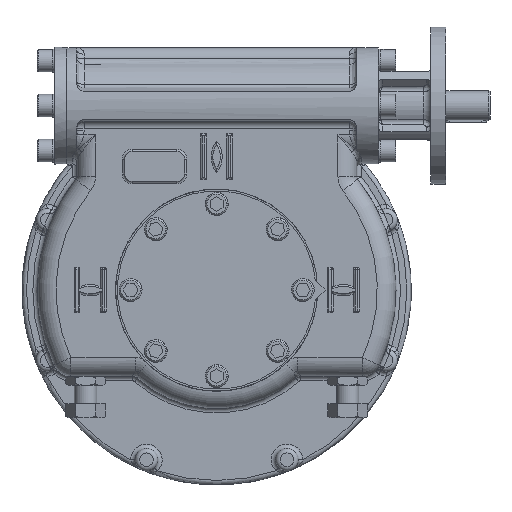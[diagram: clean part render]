
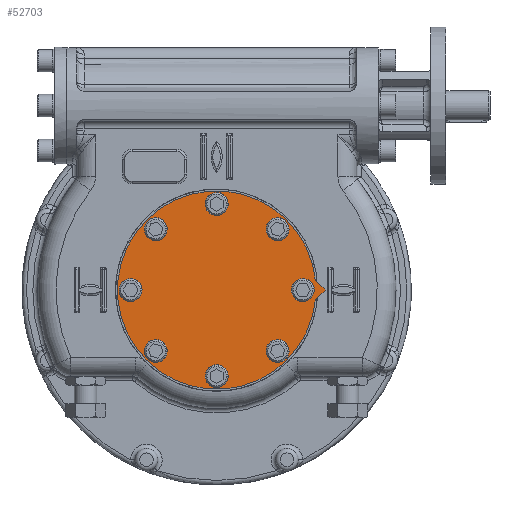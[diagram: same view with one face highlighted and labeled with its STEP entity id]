
A CAD part, top view. The second image highlights one B-rep face of the part: STEP entity #52703.
In plain terms, the highlighted planar face has unit normal (0, 0, 1).
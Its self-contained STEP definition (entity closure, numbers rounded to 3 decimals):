
#2612=CIRCLE('',#56179,132.5);
#2615=CIRCLE('',#56211,15.35);
#2616=CIRCLE('',#56212,15.35);
#2617=CIRCLE('',#56213,15.35);
#2618=CIRCLE('',#56214,15.35);
#2619=CIRCLE('',#56215,15.35);
#2620=CIRCLE('',#56216,15.35);
#2621=CIRCLE('',#56217,15.35);
#2622=CIRCLE('',#56218,15.35);
#5038=ORIENTED_EDGE('',*,*,#19990,.F.);
#5039=ORIENTED_EDGE('',*,*,#19991,.F.);
#5040=ORIENTED_EDGE('',*,*,#19992,.F.);
#5041=ORIENTED_EDGE('',*,*,#19993,.F.);
#5042=ORIENTED_EDGE('',*,*,#19994,.F.);
#5043=ORIENTED_EDGE('',*,*,#19995,.F.);
#5044=ORIENTED_EDGE('',*,*,#19996,.F.);
#5045=ORIENTED_EDGE('',*,*,#19997,.F.);
#5046=ORIENTED_EDGE('',*,*,#19935,.F.);
#5047=ORIENTED_EDGE('',*,*,#19939,.F.);
#5048=ORIENTED_EDGE('',*,*,#19937,.F.);
#19935=EDGE_CURVE('',#27493,#27494,#2612,.T.);
#19937=EDGE_CURVE('',#27494,#27495,#32282,.T.);
#19939=EDGE_CURVE('',#27495,#27493,#32284,.T.);
#19990=EDGE_CURVE('',#27522,#27522,#2615,.T.);
#19991=EDGE_CURVE('',#27523,#27523,#2616,.T.);
#19992=EDGE_CURVE('',#27524,#27524,#2617,.T.);
#19993=EDGE_CURVE('',#27525,#27525,#2618,.T.);
#19994=EDGE_CURVE('',#27526,#27526,#2619,.T.);
#19995=EDGE_CURVE('',#27527,#27527,#2620,.T.);
#19996=EDGE_CURVE('',#27528,#27528,#2621,.T.);
#19997=EDGE_CURVE('',#27529,#27529,#2622,.T.);
#27493=VERTEX_POINT('',#78470);
#27494=VERTEX_POINT('',#78472);
#27495=VERTEX_POINT('',#78476);
#27522=VERTEX_POINT('',#78584);
#27523=VERTEX_POINT('',#78586);
#27524=VERTEX_POINT('',#78588);
#27525=VERTEX_POINT('',#78590);
#27526=VERTEX_POINT('',#78592);
#27527=VERTEX_POINT('',#78594);
#27528=VERTEX_POINT('',#78596);
#27529=VERTEX_POINT('',#78598);
#32282=LINE('',#78475,#37793);
#32284=LINE('',#78479,#37795);
#37793=VECTOR('',#61242,1000.);
#37795=VECTOR('',#61246,1000.);
#43557=EDGE_LOOP('',(#5038));
#43558=EDGE_LOOP('',(#5039));
#43559=EDGE_LOOP('',(#5040));
#43560=EDGE_LOOP('',(#5041));
#43561=EDGE_LOOP('',(#5042));
#43562=EDGE_LOOP('',(#5043));
#43563=EDGE_LOOP('',(#5044));
#43564=EDGE_LOOP('',(#5045));
#43565=EDGE_LOOP('',(#5046,#5047,#5048));
#46924=FACE_BOUND('',#43557,.T.);
#46925=FACE_BOUND('',#43558,.T.);
#46926=FACE_BOUND('',#43559,.T.);
#46927=FACE_BOUND('',#43560,.T.);
#46928=FACE_BOUND('',#43561,.T.);
#46929=FACE_BOUND('',#43562,.T.);
#46930=FACE_BOUND('',#43563,.T.);
#46931=FACE_BOUND('',#43564,.T.);
#46932=FACE_BOUND('',#43565,.T.);
#49905=PLANE('',#56210);
#52703=ADVANCED_FACE('',(#46924,#46925,#46926,#46927,#46928,#46929,#46930,
#46931,#46932),#49905,.F.);
#56179=AXIS2_PLACEMENT_3D('',#78471,#61237,#61238);
#56210=AXIS2_PLACEMENT_3D('',#78582,#61351,#61352);
#56211=AXIS2_PLACEMENT_3D('',#78583,#61353,#61354);
#56212=AXIS2_PLACEMENT_3D('',#78585,#61355,#61356);
#56213=AXIS2_PLACEMENT_3D('',#78587,#61357,#61358);
#56214=AXIS2_PLACEMENT_3D('',#78589,#61359,#61360);
#56215=AXIS2_PLACEMENT_3D('',#78591,#61361,#61362);
#56216=AXIS2_PLACEMENT_3D('',#78593,#61363,#61364);
#56217=AXIS2_PLACEMENT_3D('',#78595,#61365,#61366);
#56218=AXIS2_PLACEMENT_3D('',#78597,#61367,#61368);
#61237=DIRECTION('',(0.,0.,-1.));
#61238=DIRECTION('',(1.,0.,0.));
#61242=DIRECTION('',(0.707,-0.707,0.));
#61246=DIRECTION('',(-0.707,-0.707,0.));
#61351=DIRECTION('',(0.,0.,-1.));
#61352=DIRECTION('',(-1.,0.,0.));
#61353=DIRECTION('',(0.,0.,1.));
#61354=DIRECTION('',(-0.383,0.924,0.));
#61355=DIRECTION('',(0.,0.,1.));
#61356=DIRECTION('',(0.924,0.383,0.));
#61357=DIRECTION('',(0.,0.,1.));
#61358=DIRECTION('',(0.924,-0.382,0.));
#61359=DIRECTION('',(0.,0.,1.));
#61360=DIRECTION('',(0.382,0.924,0.));
#61361=DIRECTION('',(0.,0.,1.));
#61362=DIRECTION('',(-0.924,-0.383,0.));
#61363=DIRECTION('',(0.,0.,1.));
#61364=DIRECTION('',(-0.924,0.382,0.));
#61365=DIRECTION('',(0.,0.,1.));
#61366=DIRECTION('',(0.383,-0.924,0.));
#61367=DIRECTION('',(0.,0.,1.));
#61368=DIRECTION('',(-0.382,-0.924,0.));
#78470=CARTESIAN_POINT('',(131.845,-13.155,132.9));
#78471=CARTESIAN_POINT('',(0.,0.,132.9));
#78472=CARTESIAN_POINT('',(131.845,13.155,132.9));
#78475=CARTESIAN_POINT('',(131.845,13.155,132.9));
#78476=CARTESIAN_POINT('',(145.,0.,132.9));
#78479=CARTESIAN_POINT('',(145.,0.,132.9));
#78582=CARTESIAN_POINT('',(0.,0.,132.9));
#78583=CARTESIAN_POINT('',(115.,0.,132.9));
#78584=CARTESIAN_POINT('',(109.12,14.179,132.9));
#78585=CARTESIAN_POINT('',(0.,-115.,132.9));
#78586=CARTESIAN_POINT('',(14.179,-109.12,132.9));
#78587=CARTESIAN_POINT('',(-81.317,-81.317,132.9));
#78588=CARTESIAN_POINT('',(-67.133,-87.186,132.9));
#78589=CARTESIAN_POINT('',(81.317,-81.317,132.9));
#78590=CARTESIAN_POINT('',(87.186,-67.133,132.9));
#78591=CARTESIAN_POINT('',(0.,115.,132.9));
#78592=CARTESIAN_POINT('',(-14.179,109.12,132.9));
#78593=CARTESIAN_POINT('',(81.317,81.317,132.9));
#78594=CARTESIAN_POINT('',(67.133,87.186,132.9));
#78595=CARTESIAN_POINT('',(-115.,0.,132.9));
#78596=CARTESIAN_POINT('',(-109.12,-14.179,132.9));
#78597=CARTESIAN_POINT('',(-81.317,81.317,132.9));
#78598=CARTESIAN_POINT('',(-87.186,67.133,132.9));
